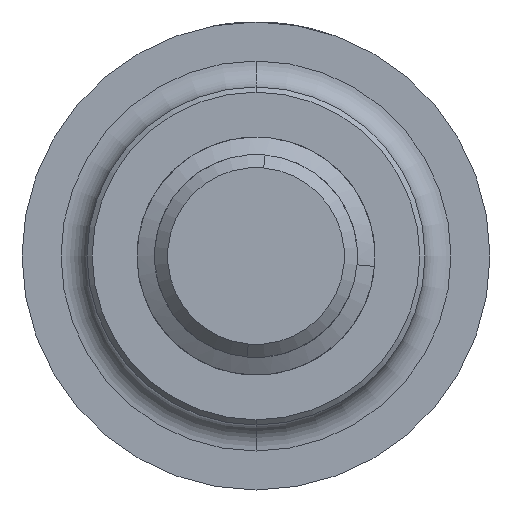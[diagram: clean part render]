
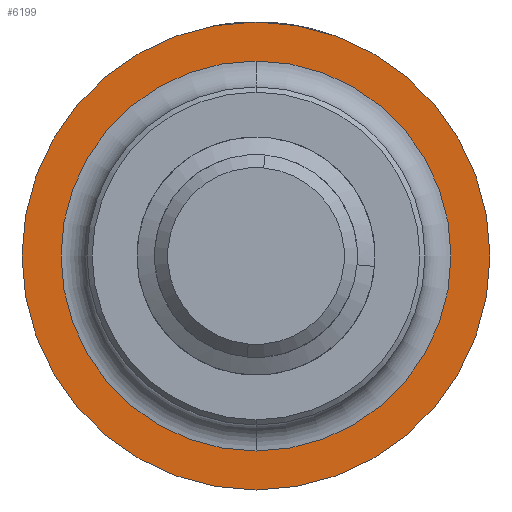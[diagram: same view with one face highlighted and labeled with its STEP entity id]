
A CAD part, front view. The second image highlights one B-rep face of the part: STEP entity #6199.
In plain terms, the highlighted planar face has unit normal (0, -1, 0).
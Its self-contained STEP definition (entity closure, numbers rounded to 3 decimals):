
#235 = VERTEX_POINT ( 'NONE', #4990 ) ;
#264 = DIRECTION ( 'NONE',  ( 0., 0., -1. ) ) ;
#548 = DIRECTION ( 'NONE',  ( 0., -1., 0. ) ) ;
#564 = PLANE ( 'NONE',  #4287 ) ;
#1001 = EDGE_LOOP ( 'NONE', ( #2621, #2826 ) ) ;
#1147 = EDGE_CURVE ( 'NONE', #235, #4825, #3971, .T. ) ;
#1282 = AXIS2_PLACEMENT_3D ( 'NONE', #3502, #3015, #264 ) ;
#1381 = AXIS2_PLACEMENT_3D ( 'NONE', #1383, #3609, #1944 ) ;
#1383 = CARTESIAN_POINT ( 'NONE',  ( 0., 12.42, 0. ) ) ;
#1591 = VERTEX_POINT ( 'NONE', #3926 ) ;
#1791 = CIRCLE ( 'NONE', #1282, 7.5 ) ;
#1944 = DIRECTION ( 'NONE',  ( 0., 0., -1. ) ) ;
#2032 = CIRCLE ( 'NONE', #1381, 7.5 ) ;
#2182 = DIRECTION ( 'NONE',  ( 0., -1., 0. ) ) ;
#2243 = CIRCLE ( 'NONE', #4954, 9. ) ;
#2350 = CARTESIAN_POINT ( 'NONE',  ( 7.5, 12.42, 0. ) ) ;
#2565 = EDGE_CURVE ( 'NONE', #3113, #1591, #1791, .T. ) ;
#2621 = ORIENTED_EDGE ( 'NONE', *, *, #3376, .F. ) ;
#2738 = DIRECTION ( 'NONE',  ( 0., 0., -1. ) ) ;
#2826 = ORIENTED_EDGE ( 'NONE', *, *, #2565, .F. ) ;
#3015 = DIRECTION ( 'NONE',  ( 0., -1., 0. ) ) ;
#3113 = VERTEX_POINT ( 'NONE', #4074 ) ;
#3239 = DIRECTION ( 'NONE',  ( 0., 0., -1. ) ) ;
#3376 = EDGE_CURVE ( 'NONE', #1591, #3113, #2032, .T. ) ;
#3502 = CARTESIAN_POINT ( 'NONE',  ( 0., 12.42, 0. ) ) ;
#3609 = DIRECTION ( 'NONE',  ( 0., -1., 0. ) ) ;
#3926 = CARTESIAN_POINT ( 'NONE',  ( 0., 12.42, -7.5 ) ) ;
#3971 = CIRCLE ( 'NONE', #6341, 9. ) ;
#4074 = CARTESIAN_POINT ( 'NONE',  ( 0., 12.42, 7.5 ) ) ;
#4245 = ORIENTED_EDGE ( 'NONE', *, *, #5360, .T. ) ;
#4287 = AXIS2_PLACEMENT_3D ( 'NONE', #2350, #2182, #3239 ) ;
#4303 = DIRECTION ( 'NONE',  ( 0., -1., 0. ) ) ;
#4591 = ORIENTED_EDGE ( 'NONE', *, *, #1147, .T. ) ;
#4825 = VERTEX_POINT ( 'NONE', #6539 ) ;
#4856 = EDGE_LOOP ( 'NONE', ( #4245, #4591 ) ) ;
#4954 = AXIS2_PLACEMENT_3D ( 'NONE', #5319, #548, #5907 ) ;
#4990 = CARTESIAN_POINT ( 'NONE',  ( 0., 12.42, 9. ) ) ;
#5319 = CARTESIAN_POINT ( 'NONE',  ( 0., 12.42, 0. ) ) ;
#5360 = EDGE_CURVE ( 'NONE', #4825, #235, #2243, .T. ) ;
#5396 = CARTESIAN_POINT ( 'NONE',  ( 0., 12.42, 0. ) ) ;
#5816 = FACE_OUTER_BOUND ( 'NONE', #4856, .T. ) ;
#5907 = DIRECTION ( 'NONE',  ( 0., 0., -1. ) ) ;
#6199 = ADVANCED_FACE ( 'NONE', ( #5816, #6642 ), #564, .T. ) ;
#6341 = AXIS2_PLACEMENT_3D ( 'NONE', #5396, #4303, #2738 ) ;
#6539 = CARTESIAN_POINT ( 'NONE',  ( 0., 12.42, -9. ) ) ;
#6642 = FACE_BOUND ( 'NONE', #1001, .T. ) ;
